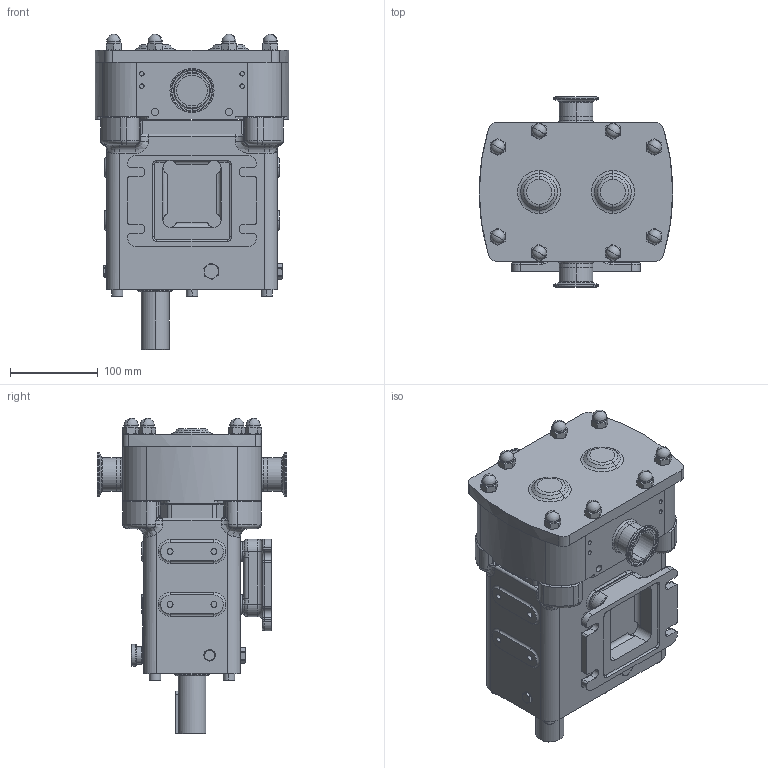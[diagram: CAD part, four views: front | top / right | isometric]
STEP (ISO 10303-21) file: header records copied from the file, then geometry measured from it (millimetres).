
FILE_DESCRIPTION (( 'STEP AP214' ), '1' );
FILE_NAME ('GA3699.STEP', '2024-11-06T20:50:03', ( '' ), ( '' ), 'SwSTEP 2.0', 'SolidWorks 2023', '' );
FILE_SCHEMA (( 'AUTOMOTIVE_DESIGN' ));
Length unit declared in the file: millimetre
Products named in the file (3): Copy of R0300 CPP V LHD^GA3699; Copy of RA94-5121-22M^GA3699; GA3699
Assembly tree (3 placements, depth 2):
  GA3699
    Copy of R0300 CPP V LHD^GA3699
    Copy of RA94-5121-22M^GA3699  x2
Bounding box: 220 x 216 x 358.7 mm (x, y, z)
Volume: 6989649.3 mm3; surface area: 365627.8 mm2
Topology: 3 solids, 3 shells, 958 faces, 2303 edges, 1366 vertices
Faces by surface type: cylinder 297, plane 293, cone 158, torus 132, bspline 54, sphere 24
Entity records: 29863 total; most frequent: CARTESIAN_POINT 8454, DIRECTION 4675, ORIENTED_EDGE 4366, EDGE_CURVE 2183, AXIS2_PLACEMENT_3D 1909, VERTEX_POINT 1322, CIRCLE 1024, EDGE_LOOP 1013
